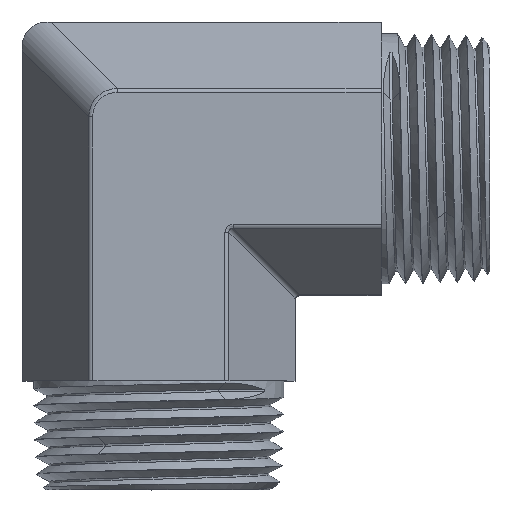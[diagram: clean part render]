
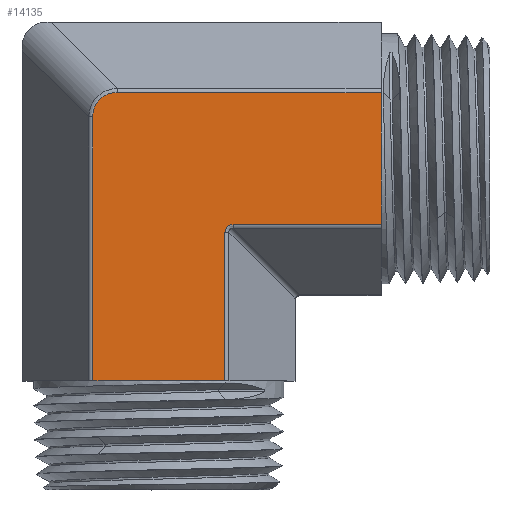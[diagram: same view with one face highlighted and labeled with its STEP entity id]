
A CAD part, top view. The second image highlights one B-rep face of the part: STEP entity #14135.
In plain terms, the highlighted planar face has unit normal (0, 0, 1).
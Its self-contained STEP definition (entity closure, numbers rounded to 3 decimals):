
#222=DIRECTION('',(0.,-1.,0.));
#223=VECTOR('',#222,2.978);
#224=CARTESIAN_POINT('',(23.7,-4.066,12.7));
#225=LINE('',#224,#223);
#237=DIRECTION('',(0.,-1.,0.));
#238=VECTOR('',#237,2.978);
#239=CARTESIAN_POINT('',(23.7,7.044,12.7));
#240=LINE('',#239,#238);
#7542=DIRECTION('',(-1.,0.,0.));
#7543=VECTOR('',#7542,2.978);
#7544=CARTESIAN_POINT('',(-4.066,-23.7,12.7));
#7545=LINE('',#7544,#7543);
#7557=DIRECTION('',(-1.,0.,0.));
#7558=VECTOR('',#7557,2.978);
#7559=CARTESIAN_POINT('',(7.044,-23.7,12.7));
#7560=LINE('',#7559,#7558);
#7954=DIRECTION('',(0.,-1.,0.));
#7955=VECTOR('',#7954,8.132);
#7956=CARTESIAN_POINT('',(23.7,4.066,12.7));
#7957=LINE('',#7956,#7955);
#7961=DIRECTION('',(-1.,0.,0.));
#7962=VECTOR('',#7961,15.79);
#7963=CARTESIAN_POINT('',(23.7,-7.044,12.7));
#7964=LINE('',#7963,#7962);
#7968=CARTESIAN_POINT('',(7.044,-7.91,12.7));
#7969=CARTESIAN_POINT('',(7.044,-7.879,12.7));
#7970=CARTESIAN_POINT('',(7.046,-7.819,12.7));
#7971=CARTESIAN_POINT('',(7.058,-7.732,12.7));
#7972=CARTESIAN_POINT('',(7.076,-7.651,12.7));
#7973=CARTESIAN_POINT('',(7.1,-7.575,12.7));
#7974=CARTESIAN_POINT('',(7.13,-7.505,12.7));
#7975=CARTESIAN_POINT('',(7.163,-7.442,12.7));
#7976=CARTESIAN_POINT('',(7.2,-7.385,12.7));
#7977=CARTESIAN_POINT('',(7.241,-7.333,12.7));
#7978=CARTESIAN_POINT('',(7.285,-7.285,12.7));
#7979=CARTESIAN_POINT('',(7.333,-7.241,12.7));
#7980=CARTESIAN_POINT('',(7.385,-7.2,12.7));
#7981=CARTESIAN_POINT('',(7.443,-7.163,12.7));
#7982=CARTESIAN_POINT('',(7.506,-7.129,12.7));
#7983=CARTESIAN_POINT('',(7.575,-7.1,12.7));
#7984=CARTESIAN_POINT('',(7.651,-7.076,12.7));
#7985=CARTESIAN_POINT('',(7.733,-7.058,12.7));
#7986=CARTESIAN_POINT('',(7.819,-7.046,12.7));
#7987=CARTESIAN_POINT('',(7.879,-7.044,12.7));
#7988=CARTESIAN_POINT('',(7.91,-7.044,12.7));
#7993=DIRECTION('',(0.,1.,0.));
#7994=VECTOR('',#7993,15.79);
#7995=CARTESIAN_POINT('',(7.044,-23.7,12.7));
#7996=LINE('',#7995,#7994);
#8000=DIRECTION('',(1.,0.,0.));
#8001=VECTOR('',#8000,8.132);
#8002=CARTESIAN_POINT('',(-4.066,-23.7,12.7));
#8003=LINE('',#8002,#8001);
#8007=DIRECTION('',(0.,1.,0.));
#8008=VECTOR('',#8007,28.146);
#8009=CARTESIAN_POINT('',(-7.044,-23.7,12.7));
#8010=LINE('',#8009,#8008);
#8014=CARTESIAN_POINT('',(-4.446,7.044,12.7));
#8015=CARTESIAN_POINT('',(-4.517,7.044,12.7));
#8016=CARTESIAN_POINT('',(-4.658,7.039,12.7));
#8017=CARTESIAN_POINT('',(-4.863,7.018,12.7));
#8018=CARTESIAN_POINT('',(-5.059,6.985,12.7));
#8019=CARTESIAN_POINT('',(-5.247,6.939,12.7));
#8020=CARTESIAN_POINT('',(-5.427,6.881,12.7));
#8021=CARTESIAN_POINT('',(-5.598,6.813,12.7));
#8022=CARTESIAN_POINT('',(-5.76,6.733,12.7));
#8023=CARTESIAN_POINT('',(-5.913,6.644,12.7));
#8024=CARTESIAN_POINT('',(-6.058,6.545,12.7));
#8025=CARTESIAN_POINT('',(-6.193,6.437,12.7));
#8026=CARTESIAN_POINT('',(-6.32,6.32,12.7));
#8027=CARTESIAN_POINT('',(-6.437,6.193,12.7));
#8028=CARTESIAN_POINT('',(-6.545,6.058,12.7));
#8029=CARTESIAN_POINT('',(-6.644,5.913,12.7));
#8030=CARTESIAN_POINT('',(-6.733,5.76,12.7));
#8031=CARTESIAN_POINT('',(-6.813,5.598,12.7));
#8032=CARTESIAN_POINT('',(-6.881,5.427,12.7));
#8033=CARTESIAN_POINT('',(-6.939,5.247,12.7));
#8034=CARTESIAN_POINT('',(-6.985,5.059,12.7));
#8035=CARTESIAN_POINT('',(-7.018,4.863,12.7));
#8036=CARTESIAN_POINT('',(-7.039,4.658,12.7));
#8037=CARTESIAN_POINT('',(-7.044,4.517,12.7));
#8038=CARTESIAN_POINT('',(-7.044,4.446,12.7));
#8043=DIRECTION('',(1.,0.,0.));
#8044=VECTOR('',#8043,28.146);
#8045=CARTESIAN_POINT('',(-4.446,7.044,12.7));
#8046=LINE('',#8045,#8044);
#8709=CARTESIAN_POINT('',(7.044,-23.7,12.7));
#8710=CARTESIAN_POINT('',(7.044,-7.91,12.7));
#8711=VERTEX_POINT('',#8709);
#8712=VERTEX_POINT('',#8710);
#8715=CARTESIAN_POINT('',(23.7,-7.044,12.7));
#8716=CARTESIAN_POINT('',(7.91,-7.044,12.7));
#8717=VERTEX_POINT('',#8715);
#8718=VERTEX_POINT('',#8716);
#8748=CARTESIAN_POINT('',(-7.044,-23.7,12.7));
#8749=CARTESIAN_POINT('',(-7.044,4.446,12.7));
#8750=VERTEX_POINT('',#8748);
#8751=VERTEX_POINT('',#8749);
#8764=CARTESIAN_POINT('',(-4.446,7.044,12.7));
#8765=CARTESIAN_POINT('',(23.7,7.044,12.7));
#8766=VERTEX_POINT('',#8764);
#8767=VERTEX_POINT('',#8765);
#8782=CARTESIAN_POINT('',(-4.066,-23.7,12.7));
#8783=CARTESIAN_POINT('',(4.066,-23.7,12.7));
#8784=VERTEX_POINT('',#8782);
#8785=VERTEX_POINT('',#8783);
#8852=CARTESIAN_POINT('',(23.7,-4.066,12.7));
#8853=CARTESIAN_POINT('',(23.7,4.066,12.7));
#8854=VERTEX_POINT('',#8852);
#8855=VERTEX_POINT('',#8853);
#14111=CARTESIAN_POINT('',(0.,7.332,12.7));
#14112=DIRECTION('',(0.,0.,1.));
#14113=DIRECTION('',(0.,-1.,0.));
#14114=AXIS2_PLACEMENT_3D('',#14111,#14112,#14113);
#14115=PLANE('',#14114);
#14116=ORIENTED_EDGE('',*,*,#13833,.T.);
#14117=ORIENTED_EDGE('',*,*,#8988,.T.);
#14119=ORIENTED_EDGE('',*,*,#14118,.T.);
#14121=ORIENTED_EDGE('',*,*,#14120,.F.);
#14122=ORIENTED_EDGE('',*,*,#14102,.F.);
#14123=ORIENTED_EDGE('',*,*,#13651,.T.);
#14124=ORIENTED_EDGE('',*,*,#13740,.F.);
#14125=ORIENTED_EDGE('',*,*,#13640,.T.);
#14127=ORIENTED_EDGE('',*,*,#14126,.T.);
#14129=ORIENTED_EDGE('',*,*,#14128,.F.);
#14131=ORIENTED_EDGE('',*,*,#14130,.T.);
#14132=ORIENTED_EDGE('',*,*,#9000,.T.);
#14133=EDGE_LOOP('',(#14116,#14117,#14119,#14121,#14122,#14123,#14124,#14125,
#14127,#14129,#14131,#14132));
#14134=FACE_OUTER_BOUND('',#14133,.F.);
#7989=B_SPLINE_CURVE_WITH_KNOTS('',3,(#7968,#7969,#7970,#7971,#7972,#7973,#7974,
#7975,#7976,#7977,#7978,#7979,#7980,#7981,#7982,#7983,#7984,#7985,#7986,#7987,
#7988),.UNSPECIFIED.,.F.,.F.,(4,1,1,1,1,1,1,1,1,1,1,1,1,1,1,1,1,1,4),(0.,
0.056,0.111,0.167,0.222,
0.278,0.333,0.389,0.444,0.5,
0.556,0.611,0.667,0.722,
0.778,0.833,0.889,0.944,1.),
.UNSPECIFIED.);
#8039=B_SPLINE_CURVE_WITH_KNOTS('',3,(#8014,#8015,#8016,#8017,#8018,#8019,#8020,
#8021,#8022,#8023,#8024,#8025,#8026,#8027,#8028,#8029,#8030,#8031,#8032,#8033,
#8034,#8035,#8036,#8037,#8038),.UNSPECIFIED.,.F.,.F.,(4,1,1,1,1,1,1,1,1,1,1,1,1,
1,1,1,1,1,1,1,1,1,4),(0.,0.045,0.091,
0.136,0.182,0.227,0.273,
0.318,0.364,0.409,0.455,0.5,
0.545,0.591,0.636,0.682,
0.727,0.773,0.818,0.864,
0.909,0.955,1.),.UNSPECIFIED.);
#8988=EDGE_CURVE('',#8854,#8717,#225,.T.);
#9000=EDGE_CURVE('',#8767,#8855,#240,.T.);
#13640=EDGE_CURVE('',#8784,#8750,#7545,.T.);
#13651=EDGE_CURVE('',#8711,#8785,#7560,.T.);
#13740=EDGE_CURVE('',#8784,#8785,#8003,.T.);
#13833=EDGE_CURVE('',#8855,#8854,#7957,.T.);
#14102=EDGE_CURVE('',#8711,#8712,#7996,.T.);
#14118=EDGE_CURVE('',#8717,#8718,#7964,.T.);
#14120=EDGE_CURVE('',#8712,#8718,#7989,.T.);
#14126=EDGE_CURVE('',#8750,#8751,#8010,.T.);
#14128=EDGE_CURVE('',#8766,#8751,#8039,.T.);
#14130=EDGE_CURVE('',#8766,#8767,#8046,.T.);
#14135=ADVANCED_FACE('',(#14134),#14115,.T.);
